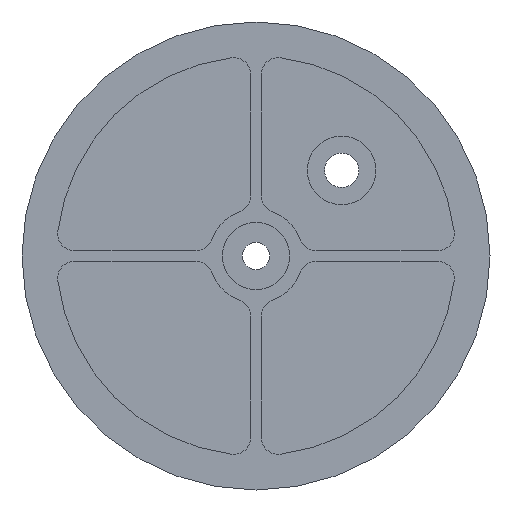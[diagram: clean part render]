
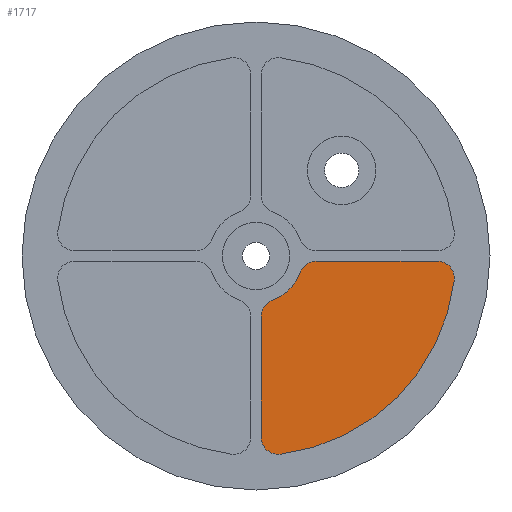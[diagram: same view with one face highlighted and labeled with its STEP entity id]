
A CAD part, left-side view. The second image highlights one B-rep face of the part: STEP entity #1717.
In plain terms, the highlighted planar face has unit normal (-1, 0, 0).
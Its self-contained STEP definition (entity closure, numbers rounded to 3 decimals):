
#973=CARTESIAN_POINT('Vertex',(15.,-52.902,-1.5)) ;
#976=CARTESIAN_POINT('Axis2P3D Location',(15.,-52.902,-6.5)) ;
#980=CARTESIAN_POINT('Vertex',(15.,-57.865,-7.11)) ;
#1004=CARTESIAN_POINT('Vertex',(15.,-17.641,-1.5)) ;
#1007=CARTESIAN_POINT('Line Origine',(15.,-35.271,-1.5)) ;
#1028=CARTESIAN_POINT('Vertex',(15.,-12.949,-4.771)) ;
#1031=CARTESIAN_POINT('Axis2P3D Location',(15.,-17.641,-6.5)) ;
#1052=CARTESIAN_POINT('Vertex',(15.,-4.771,-12.949)) ;
#1055=CARTESIAN_POINT('Axis2P3D Location',(15.,0.,0.)) ;
#1076=CARTESIAN_POINT('Vertex',(15.,-1.5,-17.641)) ;
#1079=CARTESIAN_POINT('Axis2P3D Location',(15.,-6.5,-17.641)) ;
#1100=CARTESIAN_POINT('Vertex',(15.,-1.5,-52.902)) ;
#1103=CARTESIAN_POINT('Line Origine',(15.,-1.5,-35.271)) ;
#1124=CARTESIAN_POINT('Vertex',(15.,-7.11,-57.865)) ;
#1127=CARTESIAN_POINT('Axis2P3D Location',(15.,-6.5,-52.902)) ;
#1144=CARTESIAN_POINT('Axis2P3D Location',(15.,0.,0.)) ;
#1702=CARTESIAN_POINT('Axis2P3D Location',(15.,13.8,0.)) ;
#1009=VECTOR('Line Direction',#1008,1.) ;
#1105=VECTOR('Line Direction',#1104,1.) ;
#977=DIRECTION('Axis2P3D Direction',(-1.,0.,0.)) ;
#1008=DIRECTION('Vector Direction',(0.,1.,0.)) ;
#1032=DIRECTION('Axis2P3D Direction',(1.,0.,-0.)) ;
#1056=DIRECTION('Axis2P3D Direction',(1.,0.,0.)) ;
#1080=DIRECTION('Axis2P3D Direction',(-1.,0.,0.)) ;
#1104=DIRECTION('Vector Direction',(0.,0.,1.)) ;
#1128=DIRECTION('Axis2P3D Direction',(1.,0.,0.)) ;
#1145=DIRECTION('Axis2P3D Direction',(1.,0.,0.)) ;
#1703=DIRECTION('Axis2P3D Direction',(1.,0.,0.)) ;
#1704=DIRECTION('Axis2P3D XDirection',(0.,1.,0.)) ;
#978=AXIS2_PLACEMENT_3D('Circle Axis2P3D',#976,#977,$) ;
#1033=AXIS2_PLACEMENT_3D('Circle Axis2P3D',#1031,#1032,$) ;
#1057=AXIS2_PLACEMENT_3D('Circle Axis2P3D',#1055,#1056,$) ;
#1081=AXIS2_PLACEMENT_3D('Circle Axis2P3D',#1079,#1080,$) ;
#1129=AXIS2_PLACEMENT_3D('Circle Axis2P3D',#1127,#1128,$) ;
#1146=AXIS2_PLACEMENT_3D('Circle Axis2P3D',#1144,#1145,$) ;
#1705=AXIS2_PLACEMENT_3D('Plane Axis2P3D',#1702,#1703,#1704) ;
#1010=LINE('Line',#1007,#1009) ;
#1106=LINE('Line',#1103,#1105) ;
#979=CIRCLE('generated circle',#978,5.) ;
#1034=CIRCLE('generated circle',#1033,5.) ;
#1058=CIRCLE('generated circle',#1057,13.8) ;
#1082=CIRCLE('generated circle',#1081,5.) ;
#1130=CIRCLE('generated circle',#1129,5.) ;
#1147=CIRCLE('generated circle',#1146,58.3) ;
#1706=PLANE('',#1705) ;
#982=EDGE_CURVE('',#981,#974,#979,.T.) ;
#1011=EDGE_CURVE('',#974,#1005,#1010,.T.) ;
#1035=EDGE_CURVE('',#1005,#1029,#1034,.F.) ;
#1059=EDGE_CURVE('',#1029,#1053,#1058,.T.) ;
#1083=EDGE_CURVE('',#1053,#1077,#1082,.T.) ;
#1107=EDGE_CURVE('',#1101,#1077,#1106,.T.) ;
#1131=EDGE_CURVE('',#1101,#1125,#1130,.F.) ;
#1148=EDGE_CURVE('',#981,#1125,#1147,.T.) ;
#1708=ORIENTED_EDGE('',*,*,#982,.T.) ;
#1709=ORIENTED_EDGE('',*,*,#1011,.T.) ;
#1710=ORIENTED_EDGE('',*,*,#1035,.T.) ;
#1711=ORIENTED_EDGE('',*,*,#1059,.T.) ;
#1712=ORIENTED_EDGE('',*,*,#1083,.T.) ;
#1713=ORIENTED_EDGE('',*,*,#1107,.F.) ;
#1714=ORIENTED_EDGE('',*,*,#1131,.T.) ;
#1715=ORIENTED_EDGE('',*,*,#1148,.F.) ;
#1707=EDGE_LOOP('',(#1708,#1709,#1710,#1711,#1712,#1713,#1714,#1715)) ;
#974=VERTEX_POINT('',#973) ;
#981=VERTEX_POINT('',#980) ;
#1005=VERTEX_POINT('',#1004) ;
#1029=VERTEX_POINT('',#1028) ;
#1053=VERTEX_POINT('',#1052) ;
#1077=VERTEX_POINT('',#1076) ;
#1101=VERTEX_POINT('',#1100) ;
#1125=VERTEX_POINT('',#1124) ;
#1717=ADVANCED_FACE('Corps principal',(#1716),#1706,.F.) ;
#1716=FACE_OUTER_BOUND('',#1707,.T.) ;
